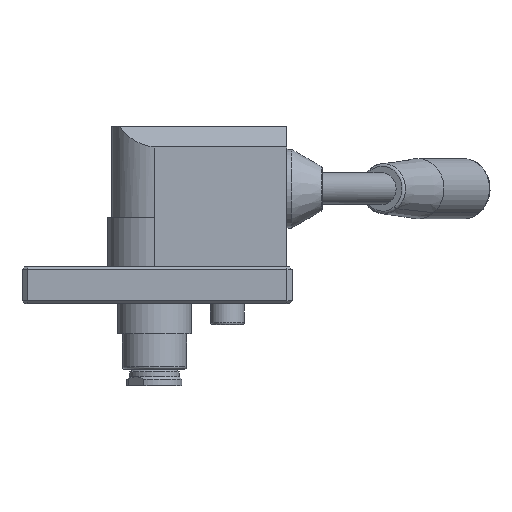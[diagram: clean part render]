
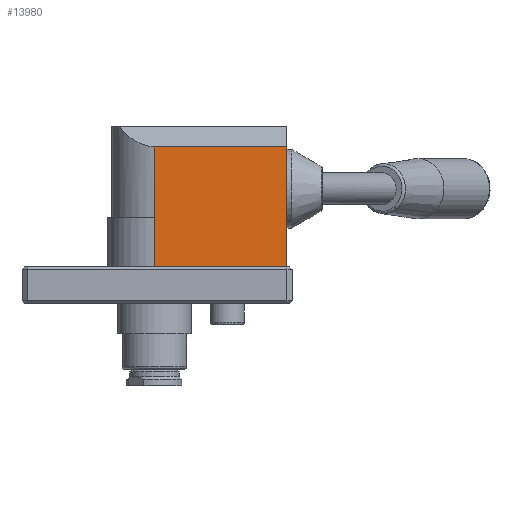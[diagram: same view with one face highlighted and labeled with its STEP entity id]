
A CAD part, left-side view. The second image highlights one B-rep face of the part: STEP entity #13980.
In plain terms, the highlighted planar face has unit normal (-1, 0, 0).
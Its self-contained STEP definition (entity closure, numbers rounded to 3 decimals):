
#1177=LINE('',#17685,#2353);
#1179=LINE('',#17693,#2355);
#1184=LINE('',#17704,#2360);
#1186=LINE('',#17708,#2362);
#1188=LINE('',#17711,#2364);
#2353=VECTOR('',#15397,10.);
#2355=VECTOR('',#15407,10.);
#2360=VECTOR('',#15418,10.);
#2362=VECTOR('',#15422,10.);
#2364=VECTOR('',#15426,10.);
#3674=FACE_OUTER_BOUND('',#4446,.T.);
#4446=EDGE_LOOP('',(#8903,#8904,#8905,#8906,#8907));
#5457=VERTEX_POINT('',#17677);
#5460=VERTEX_POINT('',#17683);
#5462=VERTEX_POINT('',#17691);
#5465=VERTEX_POINT('',#17703);
#5466=VERTEX_POINT('',#17707);
#6816=EDGE_CURVE('',#5457,#5460,#1177,.T.);
#6820=EDGE_CURVE('',#5460,#5462,#1179,.T.);
#6825=EDGE_CURVE('',#5457,#5465,#1184,.T.);
#6827=EDGE_CURVE('',#5466,#5465,#1186,.T.);
#6829=EDGE_CURVE('',#5466,#5462,#1188,.T.);
#8903=ORIENTED_EDGE('',*,*,#6816,.T.);
#8904=ORIENTED_EDGE('',*,*,#6820,.T.);
#8905=ORIENTED_EDGE('',*,*,#6829,.F.);
#8906=ORIENTED_EDGE('',*,*,#6827,.T.);
#8907=ORIENTED_EDGE('',*,*,#6825,.F.);
#12852=PLANE('',#14802);
#13980=ADVANCED_FACE('',(#3674),#12852,.T.);
#14802=AXIS2_PLACEMENT_3D('',#17710,#15424,#15425);
#15397=DIRECTION('',(0.,0.,-1.));
#15407=DIRECTION('',(0.,0.,-1.));
#15418=DIRECTION('',(0.,-1.,0.));
#15422=DIRECTION('',(0.,0.,1.));
#15424=DIRECTION('center_axis',(-1.,0.,0.));
#15425=DIRECTION('ref_axis',(0.,-1.,0.));
#15426=DIRECTION('',(0.,1.,0.));
#17677=CARTESIAN_POINT('',(-17.8,1.,59.7));
#17683=CARTESIAN_POINT('',(-17.8,1.,32.7));
#17685=CARTESIAN_POINT('',(-17.8,1.,14.));
#17691=CARTESIAN_POINT('',(-17.8,1.,14.));
#17693=CARTESIAN_POINT('',(-17.8,1.,14.));
#17703=CARTESIAN_POINT('',(-17.8,-49.5,59.7));
#17704=CARTESIAN_POINT('',(-17.8,1.725,59.7));
#17707=CARTESIAN_POINT('',(-17.8,-49.5,14.));
#17708=CARTESIAN_POINT('',(-17.8,-49.5,14.));
#17710=CARTESIAN_POINT('Origin',(-17.8,18.8,14.));
#17711=CARTESIAN_POINT('',(-17.8,9.4,14.));
